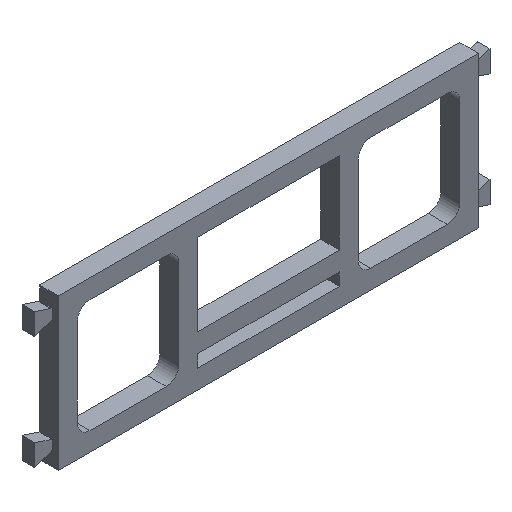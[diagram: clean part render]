
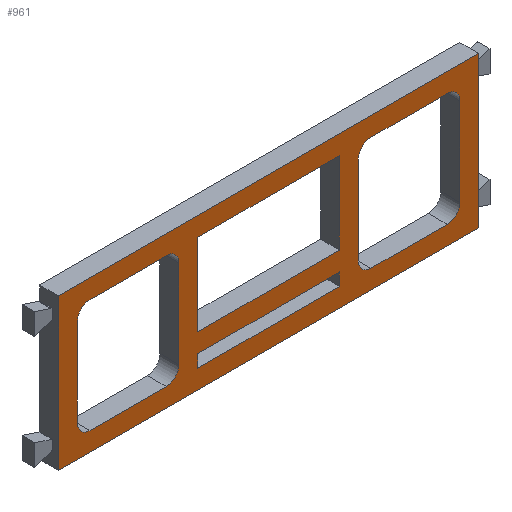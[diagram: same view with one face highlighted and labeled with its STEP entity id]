
A CAD part, isometric view. The second image highlights one B-rep face of the part: STEP entity #961.
In plain terms, the highlighted planar face has unit normal (0, -1, 0).
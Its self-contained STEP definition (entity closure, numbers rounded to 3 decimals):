
#15=FACE_BOUND('',#150,.T.);
#16=FACE_BOUND('',#151,.T.);
#17=FACE_BOUND('',#152,.T.);
#18=FACE_BOUND('',#153,.T.);
#55=PLANE('',#1038);
#102=FACE_OUTER_BOUND('',#149,.T.);
#149=EDGE_LOOP('',(#819,#820,#821,#822));
#150=EDGE_LOOP('',(#823,#824,#825,#826));
#151=EDGE_LOOP('',(#827,#828,#829,#830));
#152=EDGE_LOOP('',(#831,#832,#833,#834,#835,#836,#837,#838));
#153=EDGE_LOOP('',(#839,#840,#841,#842,#843,#844,#845,#846));
#166=LINE('',#1304,#285);
#172=LINE('',#1319,#291);
#176=LINE('',#1331,#295);
#179=LINE('',#1340,#298);
#182=LINE('',#1352,#301);
#188=LINE('',#1367,#307);
#192=LINE('',#1379,#311);
#195=LINE('',#1388,#314);
#231=LINE('',#1464,#350);
#240=LINE('',#1483,#359);
#244=LINE('',#1490,#363);
#247=LINE('',#1496,#366);
#249=LINE('',#1499,#368);
#252=LINE('',#1507,#371);
#256=LINE('',#1514,#375);
#259=LINE('',#1520,#378);
#261=LINE('',#1523,#380);
#264=LINE('',#1529,#383);
#268=LINE('',#1536,#387);
#271=LINE('',#1540,#390);
#285=VECTOR('',#1057,10.);
#291=VECTOR('',#1071,10.);
#295=VECTOR('',#1083,10.);
#298=VECTOR('',#1094,10.);
#301=VECTOR('',#1105,10.);
#307=VECTOR('',#1119,10.);
#311=VECTOR('',#1131,10.);
#314=VECTOR('',#1142,10.);
#350=VECTOR('',#1204,10.);
#359=VECTOR('',#1215,10.);
#363=VECTOR('',#1221,10.);
#366=VECTOR('',#1226,10.);
#368=VECTOR('',#1230,10.);
#371=VECTOR('',#1235,10.);
#375=VECTOR('',#1241,10.);
#378=VECTOR('',#1246,10.);
#380=VECTOR('',#1250,10.);
#383=VECTOR('',#1255,10.);
#387=VECTOR('',#1261,10.);
#390=VECTOR('',#1266,10.);
#403=CIRCLE('',#984,2.);
#405=CIRCLE('',#988,2.);
#407=CIRCLE('',#992,2.);
#409=CIRCLE('',#996,2.);
#411=CIRCLE('',#1000,2.);
#413=CIRCLE('',#1004,2.);
#415=CIRCLE('',#1008,2.);
#417=CIRCLE('',#1012,2.);
#420=VERTEX_POINT('',#1297);
#421=VERTEX_POINT('',#1299);
#422=VERTEX_POINT('',#1303);
#426=VERTEX_POINT('',#1312);
#427=VERTEX_POINT('',#1314);
#430=VERTEX_POINT('',#1324);
#431=VERTEX_POINT('',#1326);
#433=VERTEX_POINT('',#1335);
#436=VERTEX_POINT('',#1345);
#437=VERTEX_POINT('',#1347);
#438=VERTEX_POINT('',#1351);
#442=VERTEX_POINT('',#1360);
#443=VERTEX_POINT('',#1362);
#446=VERTEX_POINT('',#1372);
#447=VERTEX_POINT('',#1374);
#449=VERTEX_POINT('',#1383);
#475=VERTEX_POINT('',#1461);
#476=VERTEX_POINT('',#1463);
#484=VERTEX_POINT('',#1480);
#485=VERTEX_POINT('',#1482);
#487=VERTEX_POINT('',#1488);
#489=VERTEX_POINT('',#1494);
#492=VERTEX_POINT('',#1504);
#493=VERTEX_POINT('',#1506);
#495=VERTEX_POINT('',#1512);
#497=VERTEX_POINT('',#1518);
#499=VERTEX_POINT('',#1527);
#501=VERTEX_POINT('',#1534);
#510=EDGE_CURVE('',#421,#420,#403,.T.);
#512=EDGE_CURVE('',#421,#422,#166,.T.);
#517=EDGE_CURVE('',#427,#426,#405,.T.);
#520=EDGE_CURVE('',#427,#420,#172,.T.);
#523=EDGE_CURVE('',#431,#430,#407,.T.);
#526=EDGE_CURVE('',#431,#426,#176,.T.);
#528=EDGE_CURVE('',#433,#422,#409,.T.);
#531=EDGE_CURVE('',#433,#430,#179,.T.);
#534=EDGE_CURVE('',#437,#436,#411,.T.);
#536=EDGE_CURVE('',#437,#438,#182,.T.);
#541=EDGE_CURVE('',#443,#442,#413,.T.);
#544=EDGE_CURVE('',#443,#436,#188,.T.);
#547=EDGE_CURVE('',#447,#446,#415,.T.);
#550=EDGE_CURVE('',#447,#442,#192,.T.);
#552=EDGE_CURVE('',#449,#438,#417,.T.);
#555=EDGE_CURVE('',#449,#446,#195,.T.);
#591=EDGE_CURVE('',#475,#476,#231,.T.);
#600=EDGE_CURVE('',#484,#485,#240,.T.);
#604=EDGE_CURVE('',#487,#484,#244,.T.);
#607=EDGE_CURVE('',#489,#487,#247,.T.);
#609=EDGE_CURVE('',#485,#489,#249,.T.);
#612=EDGE_CURVE('',#492,#493,#252,.T.);
#616=EDGE_CURVE('',#495,#492,#256,.T.);
#619=EDGE_CURVE('',#497,#495,#259,.T.);
#621=EDGE_CURVE('',#493,#497,#261,.T.);
#624=EDGE_CURVE('',#499,#475,#264,.T.);
#628=EDGE_CURVE('',#501,#499,#268,.T.);
#631=EDGE_CURVE('',#476,#501,#271,.T.);
#819=ORIENTED_EDGE('',*,*,#631,.F.);
#820=ORIENTED_EDGE('',*,*,#591,.F.);
#821=ORIENTED_EDGE('',*,*,#624,.F.);
#822=ORIENTED_EDGE('',*,*,#628,.F.);
#823=ORIENTED_EDGE('',*,*,#621,.F.);
#824=ORIENTED_EDGE('',*,*,#612,.F.);
#825=ORIENTED_EDGE('',*,*,#616,.F.);
#826=ORIENTED_EDGE('',*,*,#619,.F.);
#827=ORIENTED_EDGE('',*,*,#609,.F.);
#828=ORIENTED_EDGE('',*,*,#600,.F.);
#829=ORIENTED_EDGE('',*,*,#604,.F.);
#830=ORIENTED_EDGE('',*,*,#607,.F.);
#831=ORIENTED_EDGE('',*,*,#555,.F.);
#832=ORIENTED_EDGE('',*,*,#552,.T.);
#833=ORIENTED_EDGE('',*,*,#536,.F.);
#834=ORIENTED_EDGE('',*,*,#534,.T.);
#835=ORIENTED_EDGE('',*,*,#544,.F.);
#836=ORIENTED_EDGE('',*,*,#541,.T.);
#837=ORIENTED_EDGE('',*,*,#550,.F.);
#838=ORIENTED_EDGE('',*,*,#547,.T.);
#839=ORIENTED_EDGE('',*,*,#531,.F.);
#840=ORIENTED_EDGE('',*,*,#528,.T.);
#841=ORIENTED_EDGE('',*,*,#512,.F.);
#842=ORIENTED_EDGE('',*,*,#510,.T.);
#843=ORIENTED_EDGE('',*,*,#520,.F.);
#844=ORIENTED_EDGE('',*,*,#517,.T.);
#845=ORIENTED_EDGE('',*,*,#526,.F.);
#846=ORIENTED_EDGE('',*,*,#523,.T.);
#961=ADVANCED_FACE('',(#102,#15,#16,#17,#18),#55,.F.);
#984=AXIS2_PLACEMENT_3D('',#1300,#1052,#1053);
#988=AXIS2_PLACEMENT_3D('',#1315,#1065,#1066);
#992=AXIS2_PLACEMENT_3D('',#1327,#1077,#1078);
#996=AXIS2_PLACEMENT_3D('',#1336,#1088,#1089);
#1000=AXIS2_PLACEMENT_3D('',#1348,#1100,#1101);
#1004=AXIS2_PLACEMENT_3D('',#1363,#1113,#1114);
#1008=AXIS2_PLACEMENT_3D('',#1375,#1125,#1126);
#1012=AXIS2_PLACEMENT_3D('',#1384,#1136,#1137);
#1038=AXIS2_PLACEMENT_3D('',#1541,#1267,#1268);
#1052=DIRECTION('center_axis',(0.,1.,0.));
#1053=DIRECTION('ref_axis',(-0.707,0.,-0.707));
#1057=DIRECTION('',(1.,0.,0.));
#1065=DIRECTION('center_axis',(0.,1.,0.));
#1066=DIRECTION('ref_axis',(-0.707,0.,0.707));
#1071=DIRECTION('',(0.,0.,-1.));
#1077=DIRECTION('center_axis',(0.,1.,0.));
#1078=DIRECTION('ref_axis',(0.707,0.,0.707));
#1083=DIRECTION('',(-1.,0.,0.));
#1088=DIRECTION('center_axis',(0.,1.,0.));
#1089=DIRECTION('ref_axis',(0.707,0.,-0.707));
#1094=DIRECTION('',(0.,0.,1.));
#1100=DIRECTION('center_axis',(0.,1.,0.));
#1101=DIRECTION('ref_axis',(-0.707,0.,-0.707));
#1105=DIRECTION('',(1.,0.,0.));
#1113=DIRECTION('center_axis',(0.,1.,0.));
#1114=DIRECTION('ref_axis',(-0.707,0.,0.707));
#1119=DIRECTION('',(0.,0.,-1.));
#1125=DIRECTION('center_axis',(0.,1.,0.));
#1126=DIRECTION('ref_axis',(0.707,0.,0.707));
#1131=DIRECTION('',(-1.,0.,0.));
#1136=DIRECTION('center_axis',(0.,1.,0.));
#1137=DIRECTION('ref_axis',(0.707,0.,-0.707));
#1142=DIRECTION('',(0.,0.,1.));
#1204=DIRECTION('',(0.,0.,1.));
#1215=DIRECTION('',(1.,0.,0.));
#1221=DIRECTION('',(0.,0.,-1.));
#1226=DIRECTION('',(-1.,0.,0.));
#1230=DIRECTION('',(0.,0.,1.));
#1235=DIRECTION('',(-1.,0.,0.));
#1241=DIRECTION('',(0.,0.,1.));
#1246=DIRECTION('',(1.,0.,0.));
#1250=DIRECTION('',(0.,0.,-1.));
#1255=DIRECTION('',(-1.,0.,0.));
#1261=DIRECTION('',(0.,0.,-1.));
#1266=DIRECTION('',(1.,0.,0.));
#1267=DIRECTION('center_axis',(0.,1.,0.));
#1268=DIRECTION('ref_axis',(0.,0.,1.));
#1297=CARTESIAN_POINT('',(3.,3.,-19.));
#1299=CARTESIAN_POINT('',(5.,3.,-21.));
#1300=CARTESIAN_POINT('Origin',(5.,3.,-19.));
#1303=CARTESIAN_POINT('',(17.098,3.,-21.));
#1304=CARTESIAN_POINT('',(3.,3.,-21.));
#1312=CARTESIAN_POINT('',(5.,3.,-3.));
#1314=CARTESIAN_POINT('',(3.,3.,-5.));
#1315=CARTESIAN_POINT('Origin',(5.,3.,-5.));
#1319=CARTESIAN_POINT('',(3.,3.,-3.));
#1324=CARTESIAN_POINT('',(19.098,3.,-5.));
#1326=CARTESIAN_POINT('',(17.098,3.,-3.));
#1327=CARTESIAN_POINT('Origin',(17.098,3.,-5.));
#1331=CARTESIAN_POINT('',(19.098,3.,-3.));
#1335=CARTESIAN_POINT('',(19.098,3.,-19.));
#1336=CARTESIAN_POINT('Origin',(17.098,3.,-19.));
#1340=CARTESIAN_POINT('',(19.098,3.,-3.));
#1345=CARTESIAN_POINT('',(47.598,3.,-19.));
#1347=CARTESIAN_POINT('',(49.598,3.,-21.));
#1348=CARTESIAN_POINT('Origin',(49.598,3.,-19.));
#1351=CARTESIAN_POINT('',(61.696,3.,-21.));
#1352=CARTESIAN_POINT('',(47.598,3.,-21.));
#1360=CARTESIAN_POINT('',(49.598,3.,-3.));
#1362=CARTESIAN_POINT('',(47.598,3.,-5.));
#1363=CARTESIAN_POINT('Origin',(49.598,3.,-5.));
#1367=CARTESIAN_POINT('',(47.598,3.,-3.));
#1372=CARTESIAN_POINT('',(63.696,3.,-5.));
#1374=CARTESIAN_POINT('',(61.696,3.,-3.));
#1375=CARTESIAN_POINT('Origin',(61.696,3.,-5.));
#1379=CARTESIAN_POINT('',(63.696,3.,-3.));
#1383=CARTESIAN_POINT('',(63.696,3.,-19.));
#1384=CARTESIAN_POINT('Origin',(61.696,3.,-19.));
#1388=CARTESIAN_POINT('',(63.696,3.,-21.));
#1461=CARTESIAN_POINT('',(0.,3.,-24.));
#1463=CARTESIAN_POINT('',(0.,3.,0.));
#1464=CARTESIAN_POINT('',(0.,3.,0.));
#1480=CARTESIAN_POINT('',(22.098,3.,-21.));
#1482=CARTESIAN_POINT('',(44.598,3.,-21.));
#1483=CARTESIAN_POINT('',(22.098,3.,-21.));
#1488=CARTESIAN_POINT('',(22.098,3.,-19.));
#1490=CARTESIAN_POINT('',(22.098,3.,-19.));
#1494=CARTESIAN_POINT('',(44.598,3.,-19.));
#1496=CARTESIAN_POINT('',(44.598,3.,-19.));
#1499=CARTESIAN_POINT('',(44.598,3.,-19.));
#1504=CARTESIAN_POINT('',(44.598,3.,-3.));
#1506=CARTESIAN_POINT('',(22.098,3.,-3.));
#1507=CARTESIAN_POINT('',(44.598,3.,-3.));
#1512=CARTESIAN_POINT('',(44.598,3.,-16.));
#1514=CARTESIAN_POINT('',(44.598,3.,-16.));
#1518=CARTESIAN_POINT('',(22.098,3.,-16.));
#1520=CARTESIAN_POINT('',(22.098,3.,-16.));
#1523=CARTESIAN_POINT('',(22.098,3.,-3.));
#1527=CARTESIAN_POINT('',(66.696,3.,-24.));
#1529=CARTESIAN_POINT('',(66.696,3.,-24.));
#1534=CARTESIAN_POINT('',(66.696,3.,0.));
#1536=CARTESIAN_POINT('',(66.696,3.,0.));
#1540=CARTESIAN_POINT('',(0.,3.,0.));
#1541=CARTESIAN_POINT('Origin',(33.348,3.,-12.));
